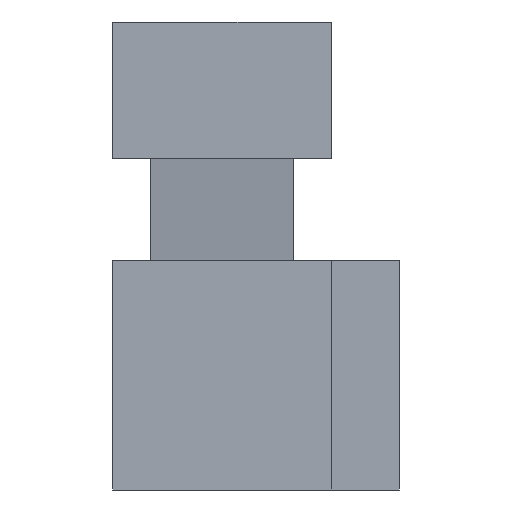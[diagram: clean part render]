
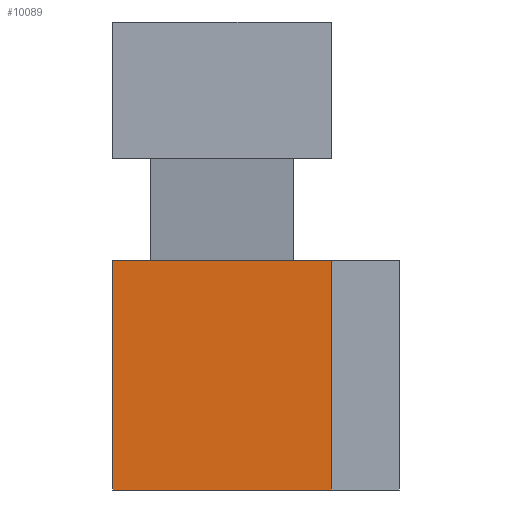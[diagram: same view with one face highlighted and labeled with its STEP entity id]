
A CAD part, left-side view. The second image highlights one B-rep face of the part: STEP entity #10089.
In plain terms, the highlighted planar face has unit normal (-1, 0, 0).
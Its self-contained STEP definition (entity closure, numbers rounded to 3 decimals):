
#1489=ORIENTED_EDGE('',*,*,#3509,.T.);
#1490=ORIENTED_EDGE('',*,*,#3996,.F.);
#1491=ORIENTED_EDGE('',*,*,#3441,.F.);
#1492=ORIENTED_EDGE('',*,*,#3995,.T.);
#3441=EDGE_CURVE('',#4921,#4922,#5879,.T.);
#3509=EDGE_CURVE('',#4990,#4989,#5947,.T.);
#3995=EDGE_CURVE('',#4921,#4990,#6433,.T.);
#3996=EDGE_CURVE('',#4922,#4989,#6434,.T.);
#4921=VERTEX_POINT('',#14078);
#4922=VERTEX_POINT('',#14080);
#4989=VERTEX_POINT('',#14215);
#4990=VERTEX_POINT('',#14217);
#5879=LINE('',#14079,#7123);
#5947=LINE('',#14216,#7191);
#6433=LINE('',#15186,#7677);
#6434=LINE('',#15188,#7678);
#7123=VECTOR('',#11262,1000.);
#7191=VECTOR('',#11332,1000.);
#7677=VECTOR('',#12228,1000.);
#7678=VECTOR('',#12231,1000.);
#8542=EDGE_LOOP('',(#1489,#1490,#1491,#1492));
#9118=FACE_BOUND('',#8542,.T.);
#9662=PLANE('',#10647);
#10089=ADVANCED_FACE('',(#9118),#9662,.F.);
#10647=AXIS2_PLACEMENT_3D('',#15187,#12229,#12230);
#11262=DIRECTION('',(0.,-1.,0.));
#11332=DIRECTION('',(0.,-1.,0.));
#12228=DIRECTION('',(0.,0.,-1.));
#12229=DIRECTION('',(1.,0.,0.));
#12230=DIRECTION('',(0.,0.,-1.));
#12231=DIRECTION('',(0.,0.,-1.));
#14078=CARTESIAN_POINT('',(-6.54,1.525,1.6));
#14079=CARTESIAN_POINT('',(-6.54,1.525,1.6));
#14080=CARTESIAN_POINT('',(-6.54,-1.525,1.6));
#14215=CARTESIAN_POINT('',(-6.54,-1.525,-1.6));
#14216=CARTESIAN_POINT('',(-6.54,1.525,-1.6));
#14217=CARTESIAN_POINT('',(-6.54,1.525,-1.6));
#15186=CARTESIAN_POINT('',(-6.54,1.525,1.6));
#15187=CARTESIAN_POINT('',(-6.54,1.525,1.6));
#15188=CARTESIAN_POINT('',(-6.54,-1.525,1.6));
